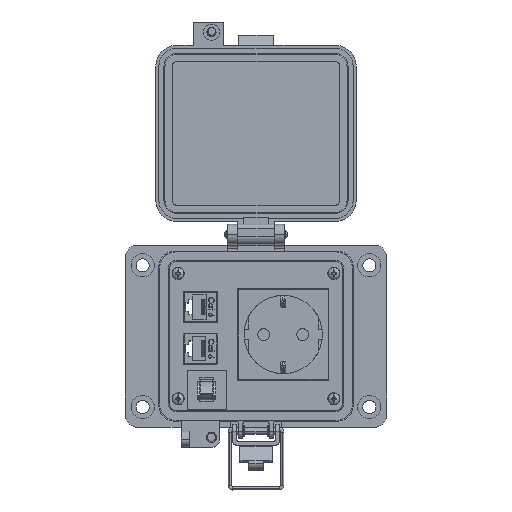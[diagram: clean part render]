
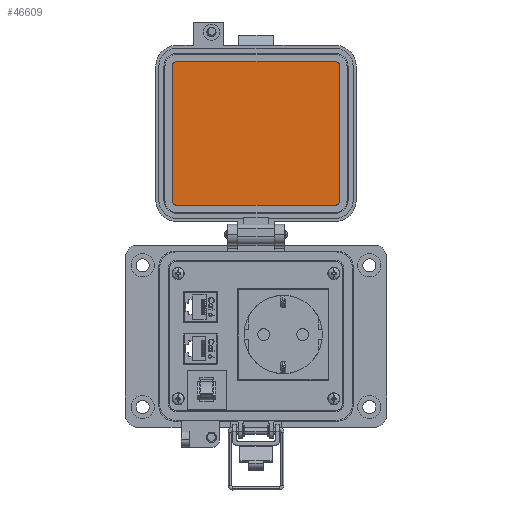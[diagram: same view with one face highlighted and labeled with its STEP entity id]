
A CAD part, top view. The second image highlights one B-rep face of the part: STEP entity #46609.
In plain terms, the highlighted planar face has unit normal (0, 0, 1).
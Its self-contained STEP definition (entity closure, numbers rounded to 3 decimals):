
#1540 = CARTESIAN_POINT ( 'NONE',  ( -42.469, 128.688, 19.202 ) ) ;
#2001 = CIRCLE ( 'NONE', #47843, 2.299 ) ;
#2711 = DIRECTION ( 'NONE',  ( 0., 0., 1. ) ) ;
#3216 = ORIENTED_EDGE ( 'NONE', *, *, #25585, .F. ) ;
#4733 = CARTESIAN_POINT ( 'NONE',  ( 38.212, 60.004, 19.202 ) ) ;
#6950 = VERTEX_POINT ( 'NONE', #45734 ) ;
#7022 = PLANE ( 'NONE',  #11192 ) ;
#8641 = VECTOR ( 'NONE', #38307, 1000. ) ;
#10356 = CARTESIAN_POINT ( 'NONE',  ( 35.912, 126.389, 19.202 ) ) ;
#10422 = LINE ( 'NONE', #32235, #11241 ) ;
#10602 = CARTESIAN_POINT ( 'NONE',  ( -42.469, 57.705, 19.202 ) ) ;
#11192 = AXIS2_PLACEMENT_3D ( 'NONE', #24535, #2711, #36575 ) ;
#11241 = VECTOR ( 'NONE', #27087, 1000. ) ;
#12076 = CARTESIAN_POINT ( 'NONE',  ( -42.469, 60.004, 19.202 ) ) ;
#13200 = EDGE_CURVE ( 'NONE', #49638, #30566, #10422, .T. ) ;
#14376 = DIRECTION ( 'NONE',  ( 0., 0., -1. ) ) ;
#14504 = EDGE_CURVE ( 'NONE', #30566, #6950, #2001, .T. ) ;
#15830 = ORIENTED_EDGE ( 'NONE', *, *, #52223, .F. ) ;
#17014 = EDGE_CURVE ( 'NONE', #6950, #23733, #56706, .T. ) ;
#17223 = DIRECTION ( 'NONE',  ( 1., 0., 0. ) ) ;
#19077 = FACE_OUTER_BOUND ( 'NONE', #25498, .T. ) ;
#19135 = DIRECTION ( 'NONE',  ( 0., -1., 0. ) ) ;
#19306 = VECTOR ( 'NONE', #56430, 1000. ) ;
#19389 = CARTESIAN_POINT ( 'NONE',  ( -3.279, 57.705, 19.202 ) ) ;
#19411 = ORIENTED_EDGE ( 'NONE', *, *, #13200, .F. ) ;
#21108 = CIRCLE ( 'NONE', #25648, 2.299 ) ;
#21648 = VERTEX_POINT ( 'NONE', #27799 ) ;
#22536 = VERTEX_POINT ( 'NONE', #41432 ) ;
#22981 = DIRECTION ( 'NONE',  ( 1., 0., 0. ) ) ;
#23733 = VERTEX_POINT ( 'NONE', #4733 ) ;
#24535 = CARTESIAN_POINT ( 'NONE',  ( 39.871, 130.108, 19.202 ) ) ;
#25013 = CARTESIAN_POINT ( 'NONE',  ( 35.912, 128.688, 19.202 ) ) ;
#25406 = CIRCLE ( 'NONE', #54763, 2.299 ) ;
#25498 = EDGE_LOOP ( 'NONE', ( #29008, #53116, #54714, #19411, #32445, #15830, #3216, #30312 ) ) ;
#25557 = DIRECTION ( 'NONE',  ( 0., 0., -1. ) ) ;
#25585 = EDGE_CURVE ( 'NONE', #27478, #22536, #21108, .T. ) ;
#25648 = AXIS2_PLACEMENT_3D ( 'NONE', #12076, #25557, #17223 ) ;
#26250 = VERTEX_POINT ( 'NONE', #42587 ) ;
#27087 = DIRECTION ( 'NONE',  ( 1., 0., 0. ) ) ;
#27478 = VERTEX_POINT ( 'NONE', #10602 ) ;
#27799 = CARTESIAN_POINT ( 'NONE',  ( 35.912, 57.705, 19.202 ) ) ;
#28872 = LINE ( 'NONE', #19389, #49195 ) ;
#29008 = ORIENTED_EDGE ( 'NONE', *, *, #44907, .F. ) ;
#30312 = ORIENTED_EDGE ( 'NONE', *, *, #55367, .F. ) ;
#30566 = VERTEX_POINT ( 'NONE', #25013 ) ;
#32235 = CARTESIAN_POINT ( 'NONE',  ( -3.279, 128.688, 19.202 ) ) ;
#32445 = ORIENTED_EDGE ( 'NONE', *, *, #55824, .F. ) ;
#33110 = DIRECTION ( 'NONE',  ( 0., 0., -1. ) ) ;
#33989 = CARTESIAN_POINT ( 'NONE',  ( -44.769, 93.196, 19.202 ) ) ;
#36575 = DIRECTION ( 'NONE',  ( -1., 0., 0. ) ) ;
#37191 = DIRECTION ( 'NONE',  ( -1., 0., 0. ) ) ;
#37506 = CARTESIAN_POINT ( 'NONE',  ( 35.912, 60.004, 19.202 ) ) ;
#38307 = DIRECTION ( 'NONE',  ( 0., 1., 0. ) ) ;
#41287 = CIRCLE ( 'NONE', #44949, 2.299 ) ;
#41418 = CARTESIAN_POINT ( 'NONE',  ( -42.469, 126.389, 19.202 ) ) ;
#41432 = CARTESIAN_POINT ( 'NONE',  ( -44.769, 60.004, 19.202 ) ) ;
#42587 = CARTESIAN_POINT ( 'NONE',  ( -44.769, 126.389, 19.202 ) ) ;
#42610 = LINE ( 'NONE', #33989, #8641 ) ;
#44907 = EDGE_CURVE ( 'NONE', #23733, #21648, #41287, .T. ) ;
#44949 = AXIS2_PLACEMENT_3D ( 'NONE', #37506, #54181, #19135 ) ;
#45454 = DIRECTION ( 'NONE',  ( 0., -1., 0. ) ) ;
#45734 = CARTESIAN_POINT ( 'NONE',  ( 38.212, 126.389, 19.202 ) ) ;
#46609 = ADVANCED_FACE ( 'NONE', ( #19077 ), #7022, .T. ) ;
#47843 = AXIS2_PLACEMENT_3D ( 'NONE', #10356, #14376, #22981 ) ;
#49195 = VECTOR ( 'NONE', #37191, 1000. ) ;
#49638 = VERTEX_POINT ( 'NONE', #1540 ) ;
#52223 = EDGE_CURVE ( 'NONE', #22536, #26250, #42610, .T. ) ;
#53116 = ORIENTED_EDGE ( 'NONE', *, *, #17014, .F. ) ;
#54181 = DIRECTION ( 'NONE',  ( 0., 0., -1. ) ) ;
#54714 = ORIENTED_EDGE ( 'NONE', *, *, #14504, .F. ) ;
#54763 = AXIS2_PLACEMENT_3D ( 'NONE', #41418, #33110, #45454 ) ;
#55367 = EDGE_CURVE ( 'NONE', #21648, #27478, #28872, .T. ) ;
#55824 = EDGE_CURVE ( 'NONE', #26250, #49638, #25406, .T. ) ;
#56145 = CARTESIAN_POINT ( 'NONE',  ( 38.212, 93.196, 19.202 ) ) ;
#56430 = DIRECTION ( 'NONE',  ( 0., -1., 0. ) ) ;
#56706 = LINE ( 'NONE', #56145, #19306 ) ;
